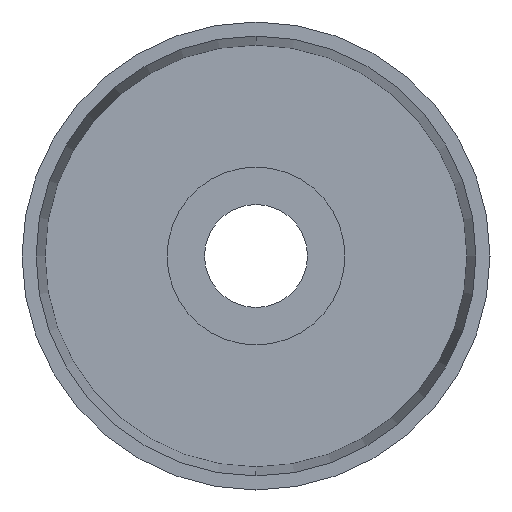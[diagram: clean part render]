
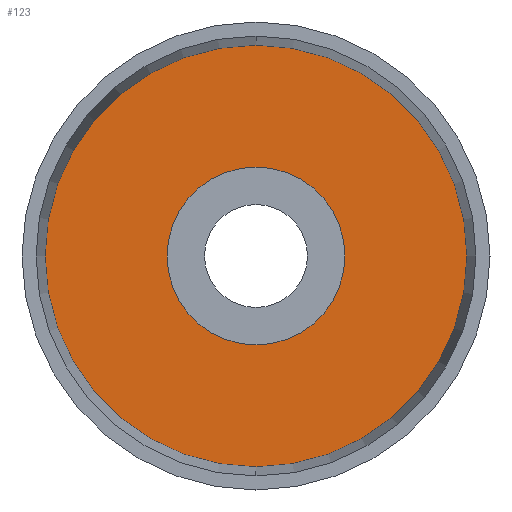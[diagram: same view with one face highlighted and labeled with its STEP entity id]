
A CAD part, left-side view. The second image highlights one B-rep face of the part: STEP entity #123.
In plain terms, the highlighted planar face has unit normal (-1, 0, 0).
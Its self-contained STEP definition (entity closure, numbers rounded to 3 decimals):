
#7 = AXIS2_PLACEMENT_3D ( 'NONE', #343, #78, #439 ) ;
#12 = CARTESIAN_POINT ( 'NONE',  ( 16.096, 0., -19. ) ) ;
#23 = VERTEX_POINT ( 'NONE', #435 ) ;
#42 = ORIENTED_EDGE ( 'NONE', *, *, #68, .T. ) ;
#57 = VERTEX_POINT ( 'NONE', #249 ) ;
#68 = EDGE_CURVE ( 'NONE', #57, #184, #171, .T. ) ;
#70 = AXIS2_PLACEMENT_3D ( 'NONE', #505, #150, #503 ) ;
#78 = DIRECTION ( 'NONE',  ( -1., 0., 0. ) ) ;
#82 = EDGE_CURVE ( 'NONE', #264, #23, #395, .T. ) ;
#87 = ORIENTED_EDGE ( 'NONE', *, *, #122, .T. ) ;
#92 = AXIS2_PLACEMENT_3D ( 'NONE', #498, #463, #280 ) ;
#122 = EDGE_CURVE ( 'NONE', #184, #57, #158, .T. ) ;
#123 = ADVANCED_FACE ( 'NONE', ( #246, #261 ), #417, .F. ) ;
#150 = DIRECTION ( 'NONE',  ( -1., 0., 0. ) ) ;
#158 = CIRCLE ( 'NONE', #92, 45.077 ) ;
#171 = CIRCLE ( 'NONE', #7, 45.077 ) ;
#184 = VERTEX_POINT ( 'NONE', #315 ) ;
#186 = ORIENTED_EDGE ( 'NONE', *, *, #82, .F. ) ;
#189 = DIRECTION ( 'NONE',  ( 1., 0., 0. ) ) ;
#192 = CARTESIAN_POINT ( 'NONE',  ( 16.096, 0., 0. ) ) ;
#207 = EDGE_LOOP ( 'NONE', ( #87, #42 ) ) ;
#230 = CARTESIAN_POINT ( 'NONE',  ( 16.096, 45.077, 0. ) ) ;
#233 = DIRECTION ( 'NONE',  ( 0., 0., 1. ) ) ;
#246 = FACE_BOUND ( 'NONE', #496, .T. ) ;
#249 = CARTESIAN_POINT ( 'NONE',  ( 16.096, 0., -45.077 ) ) ;
#261 = FACE_OUTER_BOUND ( 'NONE', #207, .T. ) ;
#264 = VERTEX_POINT ( 'NONE', #12 ) ;
#266 = AXIS2_PLACEMENT_3D ( 'NONE', #192, #506, #233 ) ;
#280 = DIRECTION ( 'NONE',  ( 0., 0., 1. ) ) ;
#315 = CARTESIAN_POINT ( 'NONE',  ( 16.096, 0., 45.077 ) ) ;
#343 = CARTESIAN_POINT ( 'NONE',  ( 16.096, 0., 0. ) ) ;
#395 = CIRCLE ( 'NONE', #70, 19. ) ;
#405 = EDGE_CURVE ( 'NONE', #23, #264, #458, .T. ) ;
#417 = PLANE ( 'NONE',  #486 ) ;
#435 = CARTESIAN_POINT ( 'NONE',  ( 16.096, 0., 19. ) ) ;
#439 = DIRECTION ( 'NONE',  ( 0., 0., 1. ) ) ;
#458 = CIRCLE ( 'NONE', #266, 19. ) ;
#463 = DIRECTION ( 'NONE',  ( -1., 0., 0. ) ) ;
#486 = AXIS2_PLACEMENT_3D ( 'NONE', #230, #189, #510 ) ;
#496 = EDGE_LOOP ( 'NONE', ( #558, #186 ) ) ;
#498 = CARTESIAN_POINT ( 'NONE',  ( 16.096, 0., 0. ) ) ;
#503 = DIRECTION ( 'NONE',  ( 0., 0., 1. ) ) ;
#505 = CARTESIAN_POINT ( 'NONE',  ( 16.096, 0., 0. ) ) ;
#506 = DIRECTION ( 'NONE',  ( -1., 0., 0. ) ) ;
#510 = DIRECTION ( 'NONE',  ( 0., 0., -1. ) ) ;
#558 = ORIENTED_EDGE ( 'NONE', *, *, #405, .F. ) ;
